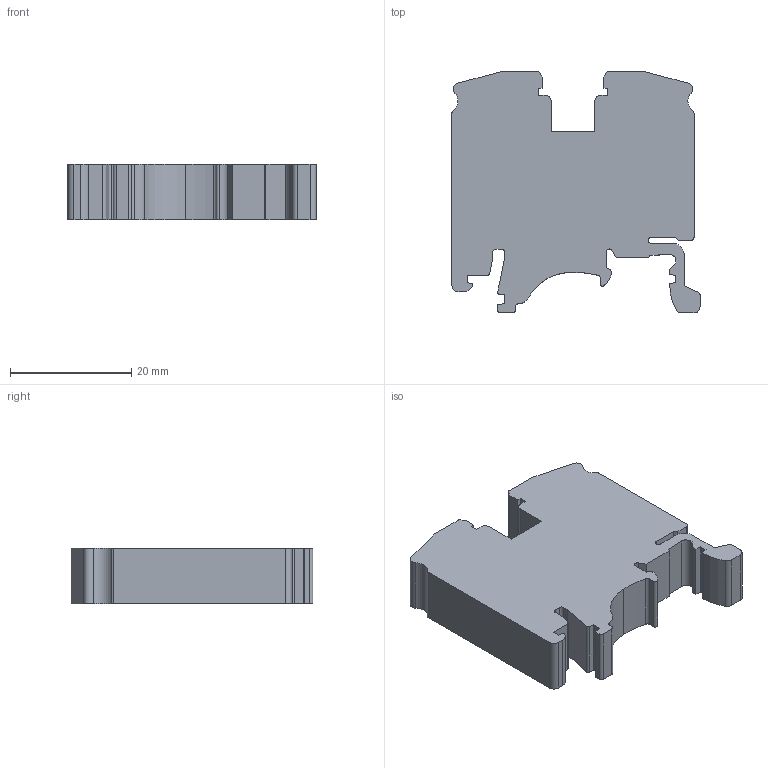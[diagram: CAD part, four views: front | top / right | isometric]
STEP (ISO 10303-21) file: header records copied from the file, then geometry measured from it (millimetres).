
FILE_DESCRIPTION((''),'2;1');
FILE_NAME('UBJ2','2018-08-03T',('Administrator'),(''),'PRO/ENGINEER BY PARAMETRIC TECHNOLOGY CORPORATION, 2008380','PRO/ENGINEER BY PARAMETRIC TECHNOLOGY CORPORATION, 2008380','');
FILE_SCHEMA(('CONFIG_CONTROL_DESIGN'));
Length unit declared in the file: millimetre
Products named in the file (1): UBJ2
Bounding box: 41 x 39.95 x 9.2 mm (x, y, z)
Volume: 11409.8 mm3; surface area: 4609.5 mm2
Topology: 1 solids, 1 shells, 95 faces, 279 edges, 186 vertices
Faces by surface type: plane 59, cylinder 36
Entity records: 3203 total; most frequent: CARTESIAN_POINT 560, ORIENTED_EDGE 558, DIRECTION 541, EDGE_CURVE 279, VECTOR 207, LINE 207, VERTEX_POINT 186, AXIS2_PLACEMENT_3D 167
